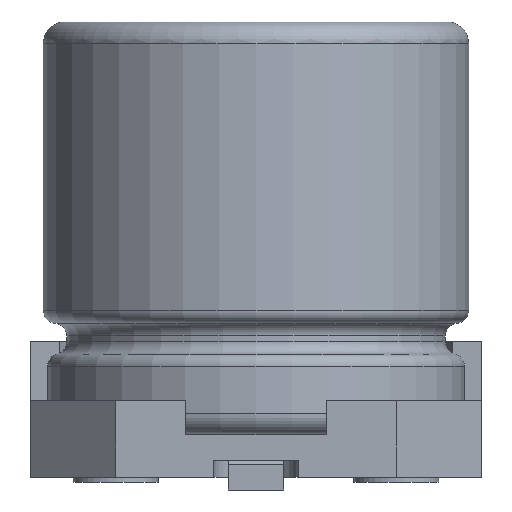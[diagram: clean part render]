
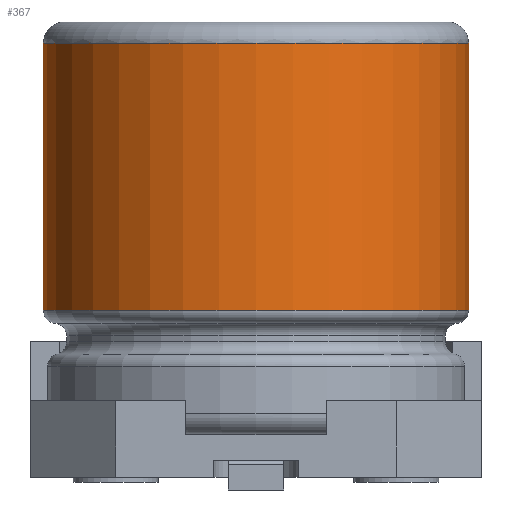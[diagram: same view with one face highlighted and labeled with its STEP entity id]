
A CAD part, front view. The second image highlights one B-rep face of the part: STEP entity #367.
In plain terms, the highlighted cylindrical face has radius 2.5 mm (diameter 5 mm), a full revolution.
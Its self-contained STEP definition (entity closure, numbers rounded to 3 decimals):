
#367 = ADVANCED_FACE( '', ( #895, #896 ), #897, .T. );
#895 = FACE_OUTER_BOUND( '', #1627, .T. );
#896 = FACE_OUTER_BOUND( '', #1628, .T. );
#897 = CYLINDRICAL_SURFACE( '', #1629, 2.5 );
#1627 = EDGE_LOOP( '', ( #2589 ) );
#1628 = EDGE_LOOP( '', ( #2590 ) );
#1629 = AXIS2_PLACEMENT_3D( '', #2591, #2592, #2593 );
#2589 = ORIENTED_EDGE( '', *, *, #4619, .T. );
#2590 = ORIENTED_EDGE( '', *, *, #4620, .T. );
#2591 = CARTESIAN_POINT( '', ( 0., 0., 9.9 ) );
#2592 = DIRECTION( '', ( 0., 0., -1. ) );
#2593 = DIRECTION( '', ( 1., 0., 0. ) );
#4619 = EDGE_CURVE( '', #5532, #5532, #5533, .T. );
#4620 = EDGE_CURVE( '', #5534, #5534, #5535, .T. );
#5532 = VERTEX_POINT( '', #6931 );
#5533 = CIRCLE( '', #6932, 2.5 );
#5534 = VERTEX_POINT( '', #6933 );
#5535 = CIRCLE( '', #6934, 2.5 );
#6931 = CARTESIAN_POINT( '', ( -2.5, 0., 4.6 ) );
#6932 = AXIS2_PLACEMENT_3D( '', #8632, #8633, #8634 );
#6933 = CARTESIAN_POINT( '', ( 2.5, 0., 1.46 ) );
#6934 = AXIS2_PLACEMENT_3D( '', #8635, #8636, #8637 );
#8632 = CARTESIAN_POINT( '', ( 0., 0., 4.6 ) );
#8633 = DIRECTION( '', ( 0., 0., -1. ) );
#8634 = DIRECTION( '', ( -1., 0., 0. ) );
#8635 = CARTESIAN_POINT( '', ( 0., 0., 1.46 ) );
#8636 = DIRECTION( '', ( 0., 0., 1. ) );
#8637 = DIRECTION( '', ( 1., 0., 0. ) );
